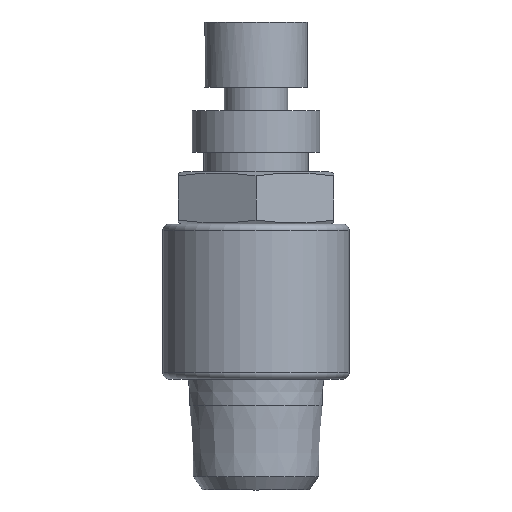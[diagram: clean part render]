
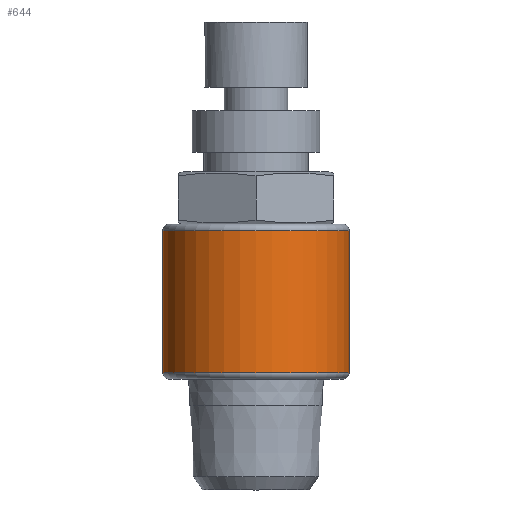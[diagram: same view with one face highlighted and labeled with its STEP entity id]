
A CAD part, left-side view. The second image highlights one B-rep face of the part: STEP entity #644.
In plain terms, the highlighted cylindrical face has radius 7.15 mm (diameter 14.3 mm), a full revolution.
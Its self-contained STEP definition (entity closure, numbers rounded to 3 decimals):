
#47=B_SPLINE_CURVE_WITH_KNOTS('',3,(#976,#977,#978,#979,#980,#981,#982,
#983,#984,#985,#986,#987,#988,#989,#990,#991,#992,#993),.UNSPECIFIED.,.F.,
 .F.,(4,2,2,2,2,2,2,2,4),(0.,0.693,1.386,2.079,
2.772,3.464,4.155,4.846,5.537),
 .UNSPECIFIED.);
#48=B_SPLINE_CURVE_WITH_KNOTS('',3,(#1000,#1001,#1002,#1003,#1004,#1005,
#1006,#1007,#1008,#1009,#1010,#1011,#1012,#1013,#1014,#1015,#1016,#1017),
 .UNSPECIFIED.,.F.,.F.,(4,2,2,2,2,2,2,2,4),(16.611,17.302,
17.993,18.685,19.376,20.069,20.762,
21.455,22.148),.UNSPECIFIED.);
#49=B_SPLINE_CURVE_WITH_KNOTS('',3,(#1018,#1019,#1020,#1021,#1022,#1023,
#1024,#1025,#1026,#1027,#1028,#1029,#1030,#1031,#1032,#1033,#1034,#1035,
#1036,#1037,#1038,#1039,#1040,#1041,#1042,#1043,#1044,#1045,#1046,#1047,
#1048,#1049,#1050,#1051),.UNSPECIFIED.,.F.,.F.,(4,2,2,2,2,2,2,2,2,2,2,2,
2,2,2,2,4),(5.537,6.228,6.919,7.61,
8.302,8.995,9.688,10.381,11.074,
11.767,12.46,13.153,13.846,14.538,
15.229,15.92,16.611),.UNSPECIFIED.);
#92=FACE_OUTER_BOUND('',#141,.T.);
#141=EDGE_LOOP('',(#501,#502,#503,#504,#505,#506,#507,#508,#509,#510));
#182=LINE('',#1121,#216);
#183=LINE('',#1123,#217);
#216=VECTOR('',#862,7.15);
#217=VECTOR('',#863,7.15);
#264=CIRCLE('',#715,7.15);
#265=CIRCLE('',#717,7.15);
#266=CIRCLE('',#718,7.15);
#283=VERTEX_POINT('',#974);
#284=VERTEX_POINT('',#975);
#287=VERTEX_POINT('',#999);
#308=VERTEX_POINT('',#1117);
#309=VERTEX_POINT('',#1122);
#310=VERTEX_POINT('',#1124);
#343=EDGE_CURVE('',#283,#284,#47,.T.);
#347=EDGE_CURVE('',#287,#283,#48,.T.);
#348=EDGE_CURVE('',#284,#287,#49,.T.);
#379=EDGE_CURVE('',#308,#308,#264,.T.);
#380=EDGE_CURVE('',#308,#284,#182,.T.);
#381=EDGE_CURVE('',#287,#309,#183,.T.);
#382=EDGE_CURVE('',#310,#309,#265,.T.);
#383=EDGE_CURVE('',#309,#310,#266,.T.);
#501=ORIENTED_EDGE('',*,*,#379,.F.);
#502=ORIENTED_EDGE('',*,*,#380,.T.);
#503=ORIENTED_EDGE('',*,*,#348,.T.);
#504=ORIENTED_EDGE('',*,*,#381,.T.);
#505=ORIENTED_EDGE('',*,*,#382,.F.);
#506=ORIENTED_EDGE('',*,*,#383,.F.);
#507=ORIENTED_EDGE('',*,*,#381,.F.);
#508=ORIENTED_EDGE('',*,*,#347,.T.);
#509=ORIENTED_EDGE('',*,*,#343,.T.);
#510=ORIENTED_EDGE('',*,*,#380,.F.);
#620=CYLINDRICAL_SURFACE('',#716,7.15);
#644=ADVANCED_FACE('',(#92),#620,.T.);
#715=AXIS2_PLACEMENT_3D('',#1119,#858,#859);
#716=AXIS2_PLACEMENT_3D('',#1120,#860,#861);
#717=AXIS2_PLACEMENT_3D('',#1125,#864,#865);
#718=AXIS2_PLACEMENT_3D('',#1126,#866,#867);
#858=DIRECTION('center_axis',(0.,0.,-1.));
#859=DIRECTION('ref_axis',(1.,0.,0.));
#860=DIRECTION('center_axis',(0.,0.,-1.));
#861=DIRECTION('ref_axis',(-1.,0.,0.));
#862=DIRECTION('',(0.,0.,1.));
#863=DIRECTION('',(0.,0.,1.));
#864=DIRECTION('center_axis',(0.,0.,1.));
#865=DIRECTION('ref_axis',(1.,0.,0.));
#866=DIRECTION('center_axis',(0.,0.,1.));
#867=DIRECTION('ref_axis',(1.,0.,0.));
#974=CARTESIAN_POINT('',(6.178,3.6,14.45));
#975=CARTESIAN_POINT('',(7.15,0.,10.85));
#976=CARTESIAN_POINT('Ctrl Pts',(6.178,3.6,14.45));
#977=CARTESIAN_POINT('Ctrl Pts',(6.178,3.6,14.219));
#978=CARTESIAN_POINT('Ctrl Pts',(6.191,3.577,13.982));
#979=CARTESIAN_POINT('Ctrl Pts',(6.244,3.484,13.513));
#980=CARTESIAN_POINT('Ctrl Pts',(6.283,3.414,13.282));
#981=CARTESIAN_POINT('Ctrl Pts',(6.38,3.229,12.84));
#982=CARTESIAN_POINT('Ctrl Pts',(6.438,3.114,12.629));
#983=CARTESIAN_POINT('Ctrl Pts',(6.558,2.852,12.24));
#984=CARTESIAN_POINT('Ctrl Pts',(6.621,2.703,12.062));
#985=CARTESIAN_POINT('Ctrl Pts',(6.741,2.388,11.747));
#986=CARTESIAN_POINT('Ctrl Pts',(6.803,2.21,11.599));
#987=CARTESIAN_POINT('Ctrl Pts',(6.917,1.821,11.336));
#988=CARTESIAN_POINT('Ctrl Pts',(6.97,1.61,11.221));
#989=CARTESIAN_POINT('Ctrl Pts',(7.058,1.168,11.036));
#990=CARTESIAN_POINT('Ctrl Pts',(7.092,0.936,10.966));
#991=CARTESIAN_POINT('Ctrl Pts',(7.139,0.467,10.872));
#992=CARTESIAN_POINT('Ctrl Pts',(7.15,0.23,10.85));
#993=CARTESIAN_POINT('Ctrl Pts',(7.15,0.,
10.85));
#999=CARTESIAN_POINT('',(7.15,0.,18.05));
#1000=CARTESIAN_POINT('Ctrl Pts',(7.15,0.,
18.05));
#1001=CARTESIAN_POINT('Ctrl Pts',(7.15,0.23,18.05));
#1002=CARTESIAN_POINT('Ctrl Pts',(7.139,0.467,18.028));
#1003=CARTESIAN_POINT('Ctrl Pts',(7.092,0.936,17.934));
#1004=CARTESIAN_POINT('Ctrl Pts',(7.058,1.168,17.864));
#1005=CARTESIAN_POINT('Ctrl Pts',(6.97,1.61,17.679));
#1006=CARTESIAN_POINT('Ctrl Pts',(6.917,1.821,17.564));
#1007=CARTESIAN_POINT('Ctrl Pts',(6.803,2.21,17.301));
#1008=CARTESIAN_POINT('Ctrl Pts',(6.741,2.388,17.153));
#1009=CARTESIAN_POINT('Ctrl Pts',(6.621,2.703,16.838));
#1010=CARTESIAN_POINT('Ctrl Pts',(6.558,2.852,16.66));
#1011=CARTESIAN_POINT('Ctrl Pts',(6.438,3.114,16.271));
#1012=CARTESIAN_POINT('Ctrl Pts',(6.38,3.229,16.06));
#1013=CARTESIAN_POINT('Ctrl Pts',(6.283,3.414,15.618));
#1014=CARTESIAN_POINT('Ctrl Pts',(6.244,3.484,15.387));
#1015=CARTESIAN_POINT('Ctrl Pts',(6.191,3.577,14.918));
#1016=CARTESIAN_POINT('Ctrl Pts',(6.178,3.6,14.681));
#1017=CARTESIAN_POINT('Ctrl Pts',(6.178,3.6,14.45));
#1018=CARTESIAN_POINT('Ctrl Pts',(7.15,0.,
10.85));
#1019=CARTESIAN_POINT('Ctrl Pts',(7.15,-0.23,10.85));
#1020=CARTESIAN_POINT('Ctrl Pts',(7.139,-0.467,10.872));
#1021=CARTESIAN_POINT('Ctrl Pts',(7.092,-0.936,10.966));
#1022=CARTESIAN_POINT('Ctrl Pts',(7.058,-1.168,11.036));
#1023=CARTESIAN_POINT('Ctrl Pts',(6.97,-1.61,11.221));
#1024=CARTESIAN_POINT('Ctrl Pts',(6.917,-1.821,11.336));
#1025=CARTESIAN_POINT('Ctrl Pts',(6.803,-2.21,11.599));
#1026=CARTESIAN_POINT('Ctrl Pts',(6.741,-2.388,11.747));
#1027=CARTESIAN_POINT('Ctrl Pts',(6.621,-2.703,12.062));
#1028=CARTESIAN_POINT('Ctrl Pts',(6.558,-2.852,12.24));
#1029=CARTESIAN_POINT('Ctrl Pts',(6.438,-3.114,12.629));
#1030=CARTESIAN_POINT('Ctrl Pts',(6.38,-3.229,12.84));
#1031=CARTESIAN_POINT('Ctrl Pts',(6.283,-3.414,13.282));
#1032=CARTESIAN_POINT('Ctrl Pts',(6.244,-3.484,13.513));
#1033=CARTESIAN_POINT('Ctrl Pts',(6.191,-3.577,13.982));
#1034=CARTESIAN_POINT('Ctrl Pts',(6.178,-3.6,14.219));
#1035=CARTESIAN_POINT('Ctrl Pts',(6.178,-3.6,14.681));
#1036=CARTESIAN_POINT('Ctrl Pts',(6.191,-3.577,14.918));
#1037=CARTESIAN_POINT('Ctrl Pts',(6.244,-3.484,15.387));
#1038=CARTESIAN_POINT('Ctrl Pts',(6.283,-3.414,15.618));
#1039=CARTESIAN_POINT('Ctrl Pts',(6.38,-3.229,16.06));
#1040=CARTESIAN_POINT('Ctrl Pts',(6.438,-3.114,16.271));
#1041=CARTESIAN_POINT('Ctrl Pts',(6.558,-2.852,16.66));
#1042=CARTESIAN_POINT('Ctrl Pts',(6.621,-2.703,16.838));
#1043=CARTESIAN_POINT('Ctrl Pts',(6.741,-2.388,17.153));
#1044=CARTESIAN_POINT('Ctrl Pts',(6.803,-2.21,17.301));
#1045=CARTESIAN_POINT('Ctrl Pts',(6.917,-1.821,17.564));
#1046=CARTESIAN_POINT('Ctrl Pts',(6.97,-1.61,17.679));
#1047=CARTESIAN_POINT('Ctrl Pts',(7.058,-1.168,17.864));
#1048=CARTESIAN_POINT('Ctrl Pts',(7.092,-0.936,17.934));
#1049=CARTESIAN_POINT('Ctrl Pts',(7.139,-0.467,18.028));
#1050=CARTESIAN_POINT('Ctrl Pts',(7.15,-0.23,18.05));
#1051=CARTESIAN_POINT('Ctrl Pts',(7.15,0.,
18.05));
#1117=CARTESIAN_POINT('',(7.15,0.,9.));
#1119=CARTESIAN_POINT('Origin',(0.,0.,9.));
#1120=CARTESIAN_POINT('Origin',(0.,0.,14.45));
#1121=CARTESIAN_POINT('',(7.15,0.,14.45));
#1122=CARTESIAN_POINT('',(7.15,0.,19.9));
#1123=CARTESIAN_POINT('',(7.15,0.,14.45));
#1124=CARTESIAN_POINT('',(-7.15,0.,19.9));
#1125=CARTESIAN_POINT('Origin',(0.,0.,19.9));
#1126=CARTESIAN_POINT('Origin',(0.,0.,19.9));
